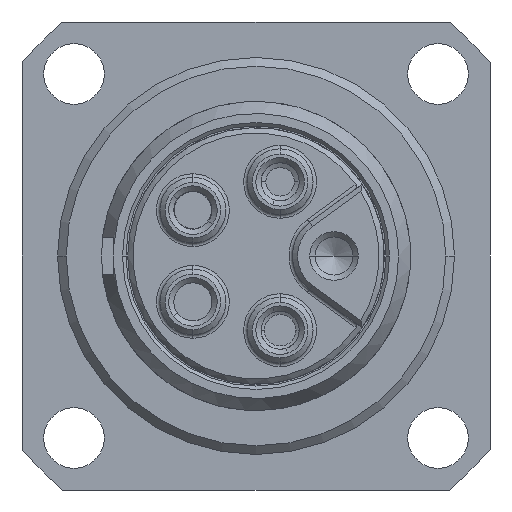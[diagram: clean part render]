
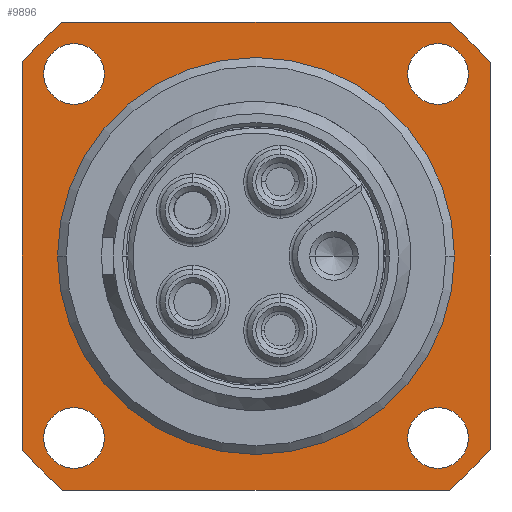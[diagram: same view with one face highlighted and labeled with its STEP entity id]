
A CAD part, left-side view. The second image highlights one B-rep face of the part: STEP entity #9896.
In plain terms, the highlighted planar face has unit normal (-1, 0, 0).
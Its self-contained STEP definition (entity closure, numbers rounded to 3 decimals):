
#296=CARTESIAN_POINT('',(0.7,0.,0.));
#297=DIRECTION('',(1.,0.,0.));
#298=DIRECTION('',(0.,1.,0.));
#299=AXIS2_PLACEMENT_3D('',#296,#297,#298);
#309=CARTESIAN_POINT('',(0.7,0.,0.));
#310=DIRECTION('',(1.,0.,0.));
#311=DIRECTION('',(0.,-1.,0.));
#312=AXIS2_PLACEMENT_3D('',#309,#310,#311);
#314=DIRECTION('',(0.,1.,0.));
#315=VECTOR('',#314,22.271);
#316=CARTESIAN_POINT('',(0.7,-11.136,13.5));
#317=LINE('864',#316,#315);
#318=CARTESIAN_POINT('',(0.7,0.,0.));
#319=DIRECTION('',(1.,0.,0.));
#320=DIRECTION('',(0.,-0.636,0.771));
#321=AXIS2_PLACEMENT_3D('',#318,#319,#320);
#323=DIRECTION('',(0.,0.,1.));
#324=VECTOR('',#323,22.271);
#325=CARTESIAN_POINT('',(0.7,-13.5,-11.136));
#326=LINE('865',#325,#324);
#327=CARTESIAN_POINT('',(0.7,0.,0.));
#328=DIRECTION('',(1.,0.,0.));
#329=DIRECTION('',(0.,-0.771,-0.636));
#330=AXIS2_PLACEMENT_3D('',#327,#328,#329);
#332=DIRECTION('',(0.,-1.,0.));
#333=VECTOR('',#332,22.271);
#334=CARTESIAN_POINT('',(0.7,11.136,-13.5));
#335=LINE('866',#334,#333);
#336=CARTESIAN_POINT('',(0.7,0.,0.));
#337=DIRECTION('',(1.,0.,0.));
#338=DIRECTION('',(0.,0.636,-0.771));
#339=AXIS2_PLACEMENT_3D('',#336,#337,#338);
#341=DIRECTION('',(0.,0.,-1.));
#342=VECTOR('',#341,22.271);
#343=CARTESIAN_POINT('',(0.7,13.5,11.136));
#344=LINE('867',#343,#342);
#345=CARTESIAN_POINT('',(0.7,0.,0.));
#346=DIRECTION('',(1.,0.,0.));
#347=DIRECTION('',(0.,0.771,0.636));
#348=AXIS2_PLACEMENT_3D('',#345,#346,#347);
#350=CARTESIAN_POINT('',(0.7,10.5,-10.5));
#351=DIRECTION('',(-1.,0.,0.));
#352=DIRECTION('',(0.,0.,-1.));
#353=AXIS2_PLACEMENT_3D('',#350,#351,#352);
#355=CARTESIAN_POINT('',(0.7,10.5,-10.5));
#356=DIRECTION('',(-1.,0.,0.));
#357=DIRECTION('',(0.,0.,1.));
#358=AXIS2_PLACEMENT_3D('',#355,#356,#357);
#360=CARTESIAN_POINT('',(0.7,10.5,10.5));
#361=DIRECTION('',(-1.,0.,0.));
#362=DIRECTION('',(0.,0.,-1.));
#363=AXIS2_PLACEMENT_3D('',#360,#361,#362);
#365=CARTESIAN_POINT('',(0.7,10.5,10.5));
#366=DIRECTION('',(-1.,0.,0.));
#367=DIRECTION('',(0.,0.,1.));
#368=AXIS2_PLACEMENT_3D('',#365,#366,#367);
#370=CARTESIAN_POINT('',(0.7,-10.5,-10.5));
#371=DIRECTION('',(-1.,0.,0.));
#372=DIRECTION('',(0.,0.,-1.));
#373=AXIS2_PLACEMENT_3D('',#370,#371,#372);
#375=CARTESIAN_POINT('',(0.7,-10.5,-10.5));
#376=DIRECTION('',(-1.,0.,0.));
#377=DIRECTION('',(0.,0.,1.));
#378=AXIS2_PLACEMENT_3D('',#375,#376,#377);
#380=CARTESIAN_POINT('',(0.7,-10.5,10.5));
#381=DIRECTION('',(-1.,0.,0.));
#382=DIRECTION('',(0.,0.,-1.));
#383=AXIS2_PLACEMENT_3D('',#380,#381,#382);
#385=CARTESIAN_POINT('',(0.7,-10.5,10.5));
#386=DIRECTION('',(-1.,0.,0.));
#387=DIRECTION('',(0.,0.,1.));
#388=AXIS2_PLACEMENT_3D('',#385,#386,#387);
#7837=CARTESIAN_POINT('',(0.7,11.45,0.));
#7838=VERTEX_POINT('',#7837);
#7839=CARTESIAN_POINT('',(0.7,-11.45,0.));
#7840=VERTEX_POINT('',#7839);
#7857=CARTESIAN_POINT('',(0.7,10.5,-12.25));
#7858=CARTESIAN_POINT('',(0.7,10.5,-8.75));
#7859=VERTEX_POINT('',#7857);
#7860=VERTEX_POINT('',#7858);
#7861=CARTESIAN_POINT('',(0.7,10.5,8.75));
#7862=CARTESIAN_POINT('',(0.7,10.5,12.25));
#7863=VERTEX_POINT('',#7861);
#7864=VERTEX_POINT('',#7862);
#7865=CARTESIAN_POINT('',(0.7,-10.5,-12.25));
#7866=CARTESIAN_POINT('',(0.7,-10.5,-8.75));
#7867=VERTEX_POINT('',#7865);
#7868=VERTEX_POINT('',#7866);
#7869=CARTESIAN_POINT('',(0.7,-10.5,8.75));
#7870=CARTESIAN_POINT('',(0.7,-10.5,12.25));
#7871=VERTEX_POINT('',#7869);
#7872=VERTEX_POINT('',#7870);
#7975=CARTESIAN_POINT('',(0.7,-11.136,13.5));
#7976=CARTESIAN_POINT('',(0.7,11.136,13.5));
#7977=VERTEX_POINT('',#7975);
#7978=VERTEX_POINT('',#7976);
#7979=CARTESIAN_POINT('',(0.7,-13.5,-11.136));
#7980=CARTESIAN_POINT('',(0.7,-13.5,11.136));
#7981=VERTEX_POINT('',#7979);
#7982=VERTEX_POINT('',#7980);
#7983=CARTESIAN_POINT('',(0.7,11.136,-13.5));
#7984=CARTESIAN_POINT('',(0.7,-11.136,-13.5));
#7985=VERTEX_POINT('',#7983);
#7986=VERTEX_POINT('',#7984);
#7987=CARTESIAN_POINT('',(0.7,13.5,11.136));
#7988=CARTESIAN_POINT('',(0.7,13.5,-11.136));
#7989=VERTEX_POINT('',#7987);
#7990=VERTEX_POINT('',#7988);
#9845=CARTESIAN_POINT('',(0.7,0.,0.));
#9846=DIRECTION('',(1.,0.,0.));
#9847=DIRECTION('',(0.,0.,-1.));
#9848=AXIS2_PLACEMENT_3D('',#9845,#9846,#9847);
#9849=PLANE('287',#9848);
#9851=ORIENTED_EDGE('864',*,*,#9850,.F.);
#9853=ORIENTED_EDGE('922',*,*,#9852,.T.);
#9855=ORIENTED_EDGE('865',*,*,#9854,.F.);
#9857=ORIENTED_EDGE('921',*,*,#9856,.T.);
#9859=ORIENTED_EDGE('866',*,*,#9858,.F.);
#9861=ORIENTED_EDGE('920',*,*,#9860,.T.);
#9863=ORIENTED_EDGE('867',*,*,#9862,.F.);
#9865=ORIENTED_EDGE('909',*,*,#9864,.T.);
#9866=EDGE_LOOP('287',(#9851,#9853,#9855,#9857,#9859,#9861,#9863,#9865));
#9867=FACE_OUTER_BOUND('287',#9866,.F.);
#9869=ORIENTED_EDGE('780',*,*,#9868,.T.);
#9871=ORIENTED_EDGE('781',*,*,#9870,.T.);
#9872=EDGE_LOOP('287',(#9869,#9871));
#9873=FACE_BOUND('287',#9872,.F.);
#9875=ORIENTED_EDGE('782',*,*,#9874,.T.);
#9877=ORIENTED_EDGE('783',*,*,#9876,.T.);
#9878=EDGE_LOOP('287',(#9875,#9877));
#9879=FACE_BOUND('287',#9878,.F.);
#9881=ORIENTED_EDGE('784',*,*,#9880,.T.);
#9883=ORIENTED_EDGE('785',*,*,#9882,.T.);
#9884=EDGE_LOOP('287',(#9881,#9883));
#9885=FACE_BOUND('287',#9884,.F.);
#9887=ORIENTED_EDGE('786',*,*,#9886,.T.);
#9889=ORIENTED_EDGE('787',*,*,#9888,.T.);
#9890=EDGE_LOOP('287',(#9887,#9889));
#9891=FACE_BOUND('287',#9890,.F.);
#9892=ORIENTED_EDGE('770',*,*,#9810,.F.);
#9893=ORIENTED_EDGE('771',*,*,#9833,.F.);
#9894=EDGE_LOOP('287',(#9892,#9893));
#9895=FACE_BOUND('287',#9894,.F.);
#300=CIRCLE('770',#299,11.45);
#313=CIRCLE('771',#312,11.45);
#322=CIRCLE('922',#321,17.5);
#331=CIRCLE('921',#330,17.5);
#340=CIRCLE('920',#339,17.5);
#349=CIRCLE('909',#348,17.5);
#354=CIRCLE('780',#353,1.75);
#359=CIRCLE('781',#358,1.75);
#364=CIRCLE('782',#363,1.75);
#369=CIRCLE('783',#368,1.75);
#374=CIRCLE('784',#373,1.75);
#379=CIRCLE('785',#378,1.75);
#384=CIRCLE('786',#383,1.75);
#389=CIRCLE('787',#388,1.75);
#9810=EDGE_CURVE('770',#7838,#7840,#300,.T.);
#9833=EDGE_CURVE('771',#7840,#7838,#313,.T.);
#9850=EDGE_CURVE('864',#7977,#7978,#317,.T.);
#9852=EDGE_CURVE('922',#7977,#7982,#322,.T.);
#9854=EDGE_CURVE('865',#7981,#7982,#326,.T.);
#9856=EDGE_CURVE('921',#7981,#7986,#331,.T.);
#9858=EDGE_CURVE('866',#7985,#7986,#335,.T.);
#9860=EDGE_CURVE('920',#7985,#7990,#340,.T.);
#9862=EDGE_CURVE('867',#7989,#7990,#344,.T.);
#9864=EDGE_CURVE('909',#7989,#7978,#349,.T.);
#9868=EDGE_CURVE('780',#7859,#7860,#354,.T.);
#9870=EDGE_CURVE('781',#7860,#7859,#359,.T.);
#9874=EDGE_CURVE('782',#7863,#7864,#364,.T.);
#9876=EDGE_CURVE('783',#7864,#7863,#369,.T.);
#9880=EDGE_CURVE('784',#7867,#7868,#374,.T.);
#9882=EDGE_CURVE('785',#7868,#7867,#379,.T.);
#9886=EDGE_CURVE('786',#7871,#7872,#384,.T.);
#9888=EDGE_CURVE('787',#7872,#7871,#389,.T.);
#9896=ADVANCED_FACE('287',(#9867,#9873,#9879,#9885,#9891,#9895),#9849,.F.);
